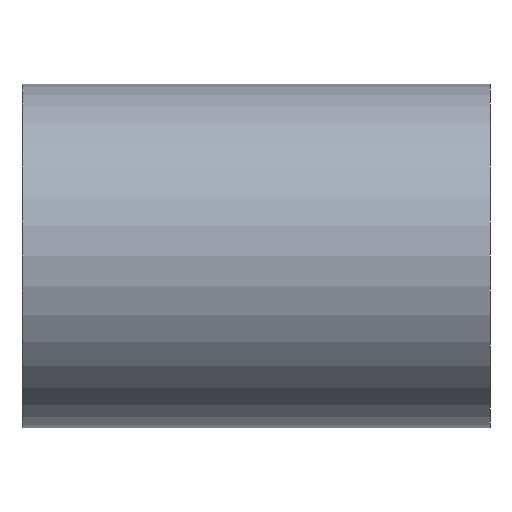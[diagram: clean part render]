
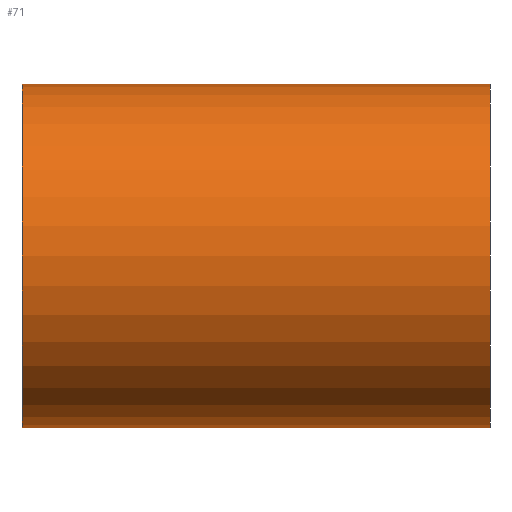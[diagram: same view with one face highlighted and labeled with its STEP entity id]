
A CAD part, left-side view. The second image highlights one B-rep face of the part: STEP entity #71.
In plain terms, the highlighted cylindrical face has radius 9.4 mm (diameter 18.8 mm), a partial arc.
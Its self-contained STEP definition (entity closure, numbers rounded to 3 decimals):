
#8 = LINE ( 'NONE', #43, #131 ) ;
#23 = CARTESIAN_POINT ( 'NONE',  ( 0., 25.6, 9.4 ) ) ;
#30 = AXIS2_PLACEMENT_3D ( 'NONE', #64, #90, #91 ) ;
#43 = CARTESIAN_POINT ( 'NONE',  ( 0., 25.6, -9.4 ) ) ;
#51 = CARTESIAN_POINT ( 'NONE',  ( 0., 0., -9.4 ) ) ;
#63 = DIRECTION ( 'NONE',  ( 0., -1., 0. ) ) ;
#64 = CARTESIAN_POINT ( 'NONE',  ( 0., 25.6, 0. ) ) ;
#70 = EDGE_CURVE ( 'NONE', #214, #178, #265, .T. ) ;
#71 = ADVANCED_FACE ( 'NONE', ( #236 ), #155, .T. ) ;
#72 = DIRECTION ( 'NONE',  ( 0., -1., 0. ) ) ;
#73 = CARTESIAN_POINT ( 'NONE',  ( 0., 25.6, 9.4 ) ) ;
#89 = EDGE_CURVE ( 'NONE', #214, #110, #8, .T. ) ;
#90 = DIRECTION ( 'NONE',  ( 0., 1., 0. ) ) ;
#91 = DIRECTION ( 'NONE',  ( 0., 0., 1. ) ) ;
#95 = DIRECTION ( 'NONE',  ( 0., 0., 1. ) ) ;
#103 = CARTESIAN_POINT ( 'NONE',  ( 0., 25.6, 0. ) ) ;
#110 = VERTEX_POINT ( 'NONE', #51 ) ;
#125 = EDGE_LOOP ( 'NONE', ( #258, #290, #187, #221 ) ) ;
#127 = LINE ( 'NONE', #73, #263 ) ;
#131 = VECTOR ( 'NONE', #202, 1000. ) ;
#148 = AXIS2_PLACEMENT_3D ( 'NONE', #103, #63, #278 ) ;
#155 = CYLINDRICAL_SURFACE ( 'NONE', #148, 9.4 ) ;
#162 = DIRECTION ( 'NONE',  ( 0., 1., 0. ) ) ;
#164 = AXIS2_PLACEMENT_3D ( 'NONE', #281, #162, #95 ) ;
#177 = EDGE_CURVE ( 'NONE', #110, #195, #257, .T. ) ;
#178 = VERTEX_POINT ( 'NONE', #23 ) ;
#187 = ORIENTED_EDGE ( 'NONE', *, *, #89, .T. ) ;
#188 = CARTESIAN_POINT ( 'NONE',  ( 0., 25.6, -9.4 ) ) ;
#195 = VERTEX_POINT ( 'NONE', #256 ) ;
#202 = DIRECTION ( 'NONE',  ( 0., -1., 0. ) ) ;
#214 = VERTEX_POINT ( 'NONE', #188 ) ;
#221 = ORIENTED_EDGE ( 'NONE', *, *, #177, .T. ) ;
#236 = FACE_OUTER_BOUND ( 'NONE', #125, .T. ) ;
#238 = EDGE_CURVE ( 'NONE', #178, #195, #127, .T. ) ;
#256 = CARTESIAN_POINT ( 'NONE',  ( 0., 0., 9.4 ) ) ;
#257 = CIRCLE ( 'NONE', #164, 9.4 ) ;
#258 = ORIENTED_EDGE ( 'NONE', *, *, #238, .F. ) ;
#263 = VECTOR ( 'NONE', #72, 1000. ) ;
#265 = CIRCLE ( 'NONE', #30, 9.4 ) ;
#278 = DIRECTION ( 'NONE',  ( 0., 0., -1. ) ) ;
#281 = CARTESIAN_POINT ( 'NONE',  ( 0., 0., 0. ) ) ;
#290 = ORIENTED_EDGE ( 'NONE', *, *, #70, .F. ) ;
